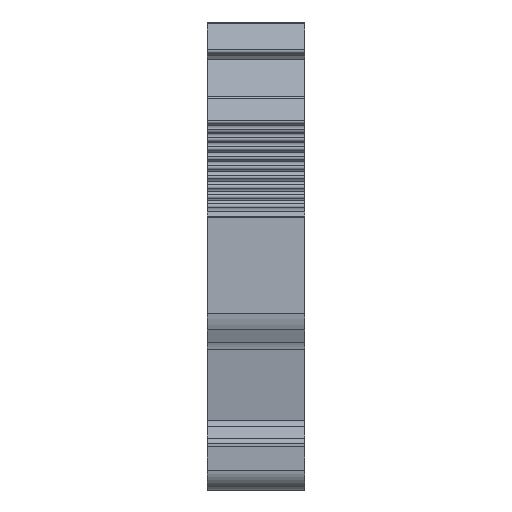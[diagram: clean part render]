
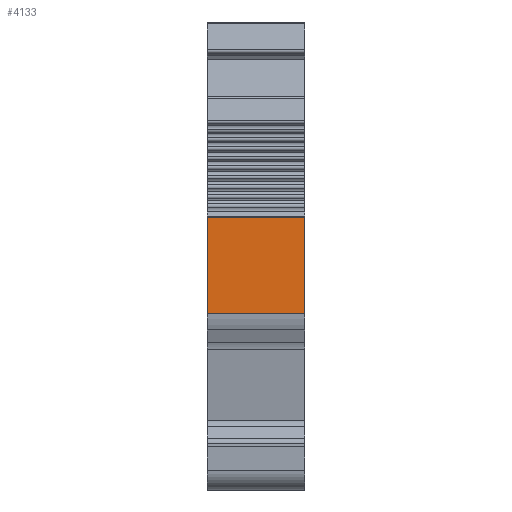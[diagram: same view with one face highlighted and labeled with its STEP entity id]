
A CAD part, left-side view. The second image highlights one B-rep face of the part: STEP entity #4133.
In plain terms, the highlighted planar face has unit normal (-1, 0, 0).
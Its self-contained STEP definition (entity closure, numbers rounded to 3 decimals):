
#51=PLANE('',#4474);
#235=LINE('',#6534,#619);
#236=LINE('',#6538,#620);
#237=LINE('',#6541,#621);
#238=LINE('',#6542,#622);
#619=VECTOR('',#5229,1000.);
#620=VECTOR('',#5234,1000.);
#621=VECTOR('',#5235,1000.);
#622=VECTOR('',#5236,1000.);
#1185=ORIENTED_EDGE('',*,*,#2392,.F.);
#1186=ORIENTED_EDGE('',*,*,#2393,.T.);
#1187=ORIENTED_EDGE('',*,*,#2390,.T.);
#1188=ORIENTED_EDGE('',*,*,#2394,.F.);
#2390=EDGE_CURVE('',#2971,#2970,#235,.T.);
#2392=EDGE_CURVE('',#2972,#2973,#236,.T.);
#2393=EDGE_CURVE('',#2972,#2971,#237,.T.);
#2394=EDGE_CURVE('',#2973,#2970,#238,.T.);
#2970=VERTEX_POINT('',#6533);
#2971=VERTEX_POINT('',#6535);
#2972=VERTEX_POINT('',#6539);
#2973=VERTEX_POINT('',#6540);
#3556=EDGE_LOOP('',(#1185,#1186,#1187,#1188));
#3782=FACE_BOUND('',#3556,.T.);
#4133=ADVANCED_FACE('',(#3782),#51,.F.);
#4474=AXIS2_PLACEMENT_3D('',#6537,#5232,#5233);
#5229=DIRECTION('',(0.,-1.,0.));
#5232=DIRECTION('',(1.,0.,0.));
#5233=DIRECTION('',(0.,0.,-1.));
#5234=DIRECTION('',(0.,-1.,0.));
#5235=DIRECTION('',(0.,0.,-1.));
#5236=DIRECTION('',(0.,0.,-1.));
#6533=CARTESIAN_POINT('',(-35.75,-4.65,1.194));
#6534=CARTESIAN_POINT('',(-35.75,82.048,1.194));
#6535=CARTESIAN_POINT('',(-35.75,5.35,1.194));
#6537=CARTESIAN_POINT('',(-35.75,-4.65,31.101));
#6538=CARTESIAN_POINT('',(-35.75,18.143,11.041));
#6539=CARTESIAN_POINT('',(-35.75,5.35,11.041));
#6540=CARTESIAN_POINT('',(-35.75,-4.65,11.041));
#6541=CARTESIAN_POINT('',(-35.75,5.35,31.101));
#6542=CARTESIAN_POINT('',(-35.75,-4.65,31.101));
